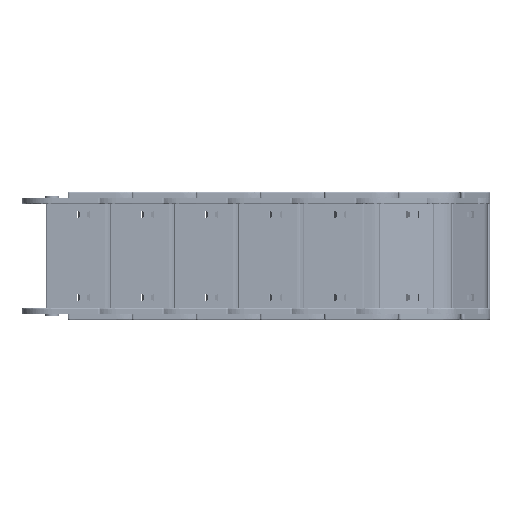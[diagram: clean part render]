
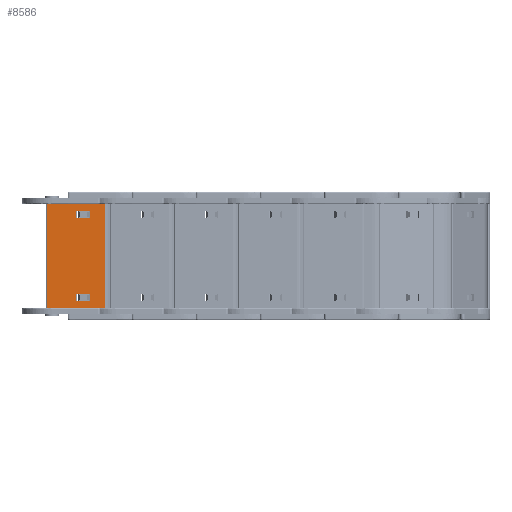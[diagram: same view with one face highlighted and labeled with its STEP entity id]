
A CAD part, front view. The second image highlights one B-rep face of the part: STEP entity #8586.
In plain terms, the highlighted face is planar.
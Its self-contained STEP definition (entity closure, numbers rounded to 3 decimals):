
#8 = ORIENTED_EDGE ( 'NONE', *, *, #4550, .T. ) ;
#168 = DIRECTION ( 'NONE',  ( 0., 0., 1. ) ) ;
#390 = LINE ( 'NONE', #18121, #18202 ) ;
#588 = VECTOR ( 'NONE', #10799, 1000. ) ;
#664 = ORIENTED_EDGE ( 'NONE', *, *, #7538, .F. ) ;
#677 = DIRECTION ( 'NONE',  ( -1., 0., 0. ) ) ;
#802 = CARTESIAN_POINT ( 'NONE',  ( -78.796, 200.217, 92.747 ) ) ;
#854 = LINE ( 'NONE', #4162, #7210 ) ;
#1178 = CARTESIAN_POINT ( 'NONE',  ( -64.796, 200.217, 5.247 ) ) ;
#1257 = VERTEX_POINT ( 'NONE', #26180 ) ;
#1388 = CARTESIAN_POINT ( 'NONE',  ( -64.796, 200.217, 86.447 ) ) ;
#1612 = LINE ( 'NONE', #18764, #25280 ) ;
#2300 = VECTOR ( 'NONE', #10646, 1000. ) ;
#2320 = ORIENTED_EDGE ( 'NONE', *, *, #18933, .T. ) ;
#2466 = LINE ( 'NONE', #12831, #33325 ) ;
#2665 = VERTEX_POINT ( 'NONE', #10733 ) ;
#3153 = LINE ( 'NONE', #9184, #13717 ) ;
#3498 = CARTESIAN_POINT ( 'NONE',  ( -78.796, 200.217, 86.447 ) ) ;
#4162 = CARTESIAN_POINT ( 'NONE',  ( -78.796, 200.217, 11.547 ) ) ;
#4457 = CARTESIAN_POINT ( 'NONE',  ( -64.796, 200.217, 86.447 ) ) ;
#4516 = DIRECTION ( 'NONE',  ( 1., 0., 0. ) ) ;
#4550 = EDGE_CURVE ( 'NONE', #2665, #33282, #854, .T. ) ;
#4833 = EDGE_CURVE ( 'NONE', #9471, #24583, #32538, .T. ) ;
#5021 = EDGE_LOOP ( 'NONE', ( #29136, #27140, #664, #19486 ) ) ;
#5051 = VECTOR ( 'NONE', #12356, 1000. ) ;
#5832 = VERTEX_POINT ( 'NONE', #24415 ) ;
#6403 = CARTESIAN_POINT ( 'NONE',  ( -78.796, 200.217, 86.447 ) ) ;
#6934 = DIRECTION ( 'NONE',  ( 0., 0., 1. ) ) ;
#6943 = LINE ( 'NONE', #24058, #588 ) ;
#7210 = VECTOR ( 'NONE', #15717, 1000. ) ;
#7262 = VERTEX_POINT ( 'NONE', #28433 ) ;
#7466 = FACE_BOUND ( 'NONE', #13508, .T. ) ;
#7523 = ORIENTED_EDGE ( 'NONE', *, *, #14303, .F. ) ;
#7538 = EDGE_CURVE ( 'NONE', #9520, #9471, #1612, .T. ) ;
#7650 = DIRECTION ( 'NONE',  ( 1., 0., 0. ) ) ;
#7809 = CARTESIAN_POINT ( 'NONE',  ( -81.796, 200.217, -1.503 ) ) ;
#8413 = CARTESIAN_POINT ( 'NONE',  ( -50.576, 200.217, -1.503 ) ) ;
#8586 = ADVANCED_FACE ( 'NONE', ( #7466, #21000, #26058 ), #25009, .F. ) ;
#9169 = LINE ( 'NONE', #10731, #22704 ) ;
#9184 = CARTESIAN_POINT ( 'NONE',  ( -64.796, 200.217, 11.547 ) ) ;
#9471 = VERTEX_POINT ( 'NONE', #19087 ) ;
#9520 = VERTEX_POINT ( 'NONE', #8413 ) ;
#10299 = VERTEX_POINT ( 'NONE', #1178 ) ;
#10406 = ORIENTED_EDGE ( 'NONE', *, *, #17709, .F. ) ;
#10646 = DIRECTION ( 'NONE',  ( -1., 0., 0. ) ) ;
#10731 = CARTESIAN_POINT ( 'NONE',  ( -78.796, 200.217, 86.447 ) ) ;
#10733 = CARTESIAN_POINT ( 'NONE',  ( -78.796, 200.217, 11.547 ) ) ;
#10799 = DIRECTION ( 'NONE',  ( -1., 0., 0. ) ) ;
#11841 = CARTESIAN_POINT ( 'NONE',  ( -106.776, 200.217, 99.497 ) ) ;
#12288 = EDGE_CURVE ( 'NONE', #33282, #10299, #2466, .T. ) ;
#12356 = DIRECTION ( 'NONE',  ( 0., 0., -1. ) ) ;
#12502 = LINE ( 'NONE', #13537, #27736 ) ;
#12831 = CARTESIAN_POINT ( 'NONE',  ( -78.796, 200.217, 5.247 ) ) ;
#13508 = EDGE_LOOP ( 'NONE', ( #2320, #8, #19459, #24434 ) ) ;
#13537 = CARTESIAN_POINT ( 'NONE',  ( -106.776, 200.217, -83.122 ) ) ;
#13717 = VECTOR ( 'NONE', #6934, 1000. ) ;
#14303 = EDGE_CURVE ( 'NONE', #22353, #22020, #9169, .T. ) ;
#14738 = AXIS2_PLACEMENT_3D ( 'NONE', #32781, #29941, #168 ) ;
#14753 = CARTESIAN_POINT ( 'NONE',  ( -78.796, 200.217, 5.247 ) ) ;
#14950 = DIRECTION ( 'NONE',  ( -1., 0., 0. ) ) ;
#15403 = EDGE_CURVE ( 'NONE', #7262, #24583, #12502, .T. ) ;
#15717 = DIRECTION ( 'NONE',  ( 0., 0., -1. ) ) ;
#16078 = VECTOR ( 'NONE', #14950, 1000. ) ;
#16516 = EDGE_CURVE ( 'NONE', #10299, #1257, #3153, .T. ) ;
#16895 = LINE ( 'NONE', #1388, #5051 ) ;
#17105 = LINE ( 'NONE', #7809, #2300 ) ;
#17709 = EDGE_CURVE ( 'NONE', #23569, #22353, #28488, .T. ) ;
#17870 = EDGE_LOOP ( 'NONE', ( #10406, #18889, #23965, #7523 ) ) ;
#18121 = CARTESIAN_POINT ( 'NONE',  ( -78.796, 200.217, 92.747 ) ) ;
#18202 = VECTOR ( 'NONE', #4516, 1000. ) ;
#18764 = CARTESIAN_POINT ( 'NONE',  ( -50.576, 200.217, -83.122 ) ) ;
#18889 = ORIENTED_EDGE ( 'NONE', *, *, #23399, .F. ) ;
#18933 = EDGE_CURVE ( 'NONE', #1257, #2665, #6943, .T. ) ;
#19020 = DIRECTION ( 'NONE',  ( 0., 0., 1. ) ) ;
#19087 = CARTESIAN_POINT ( 'NONE',  ( -50.576, 200.217, 99.497 ) ) ;
#19459 = ORIENTED_EDGE ( 'NONE', *, *, #12288, .T. ) ;
#19486 = ORIENTED_EDGE ( 'NONE', *, *, #28831, .T. ) ;
#21000 = FACE_OUTER_BOUND ( 'NONE', #5021, .T. ) ;
#21456 = DIRECTION ( 'NONE',  ( 0., 0., 1. ) ) ;
#22020 = VERTEX_POINT ( 'NONE', #802 ) ;
#22353 = VERTEX_POINT ( 'NONE', #6403 ) ;
#22704 = VECTOR ( 'NONE', #29287, 1000. ) ;
#23399 = EDGE_CURVE ( 'NONE', #5832, #23569, #16895, .T. ) ;
#23569 = VERTEX_POINT ( 'NONE', #4457 ) ;
#23965 = ORIENTED_EDGE ( 'NONE', *, *, #34964, .F. ) ;
#24058 = CARTESIAN_POINT ( 'NONE',  ( -78.796, 200.217, 11.547 ) ) ;
#24415 = CARTESIAN_POINT ( 'NONE',  ( -64.796, 200.217, 92.747 ) ) ;
#24434 = ORIENTED_EDGE ( 'NONE', *, *, #16516, .T. ) ;
#24583 = VERTEX_POINT ( 'NONE', #11841 ) ;
#25009 = PLANE ( 'NONE',  #14738 ) ;
#25280 = VECTOR ( 'NONE', #21456, 1000. ) ;
#25949 = CARTESIAN_POINT ( 'NONE',  ( -81.796, 200.217, 99.497 ) ) ;
#26058 = FACE_BOUND ( 'NONE', #17870, .T. ) ;
#26180 = CARTESIAN_POINT ( 'NONE',  ( -64.796, 200.217, 11.547 ) ) ;
#27140 = ORIENTED_EDGE ( 'NONE', *, *, #4833, .F. ) ;
#27736 = VECTOR ( 'NONE', #19020, 1000. ) ;
#28433 = CARTESIAN_POINT ( 'NONE',  ( -106.776, 200.217, -1.503 ) ) ;
#28488 = LINE ( 'NONE', #3498, #31442 ) ;
#28831 = EDGE_CURVE ( 'NONE', #9520, #7262, #17105, .T. ) ;
#29136 = ORIENTED_EDGE ( 'NONE', *, *, #15403, .T. ) ;
#29287 = DIRECTION ( 'NONE',  ( 0., 0., 1. ) ) ;
#29941 = DIRECTION ( 'NONE',  ( 0., -1., 0. ) ) ;
#31442 = VECTOR ( 'NONE', #677, 1000. ) ;
#32538 = LINE ( 'NONE', #25949, #16078 ) ;
#32781 = CARTESIAN_POINT ( 'NONE',  ( -81.796, 200.217, -1.503 ) ) ;
#33282 = VERTEX_POINT ( 'NONE', #14753 ) ;
#33325 = VECTOR ( 'NONE', #7650, 1000. ) ;
#34964 = EDGE_CURVE ( 'NONE', #22020, #5832, #390, .T. ) ;
